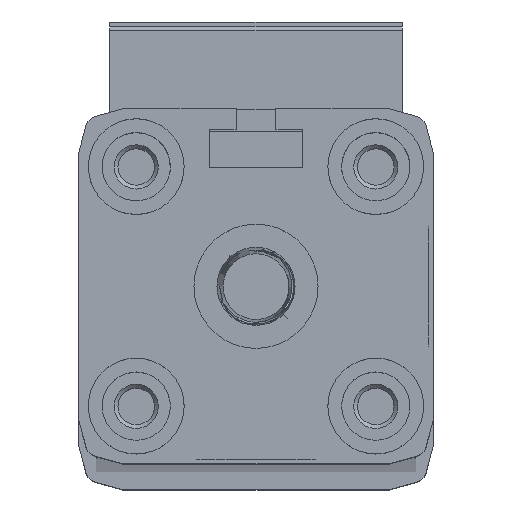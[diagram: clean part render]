
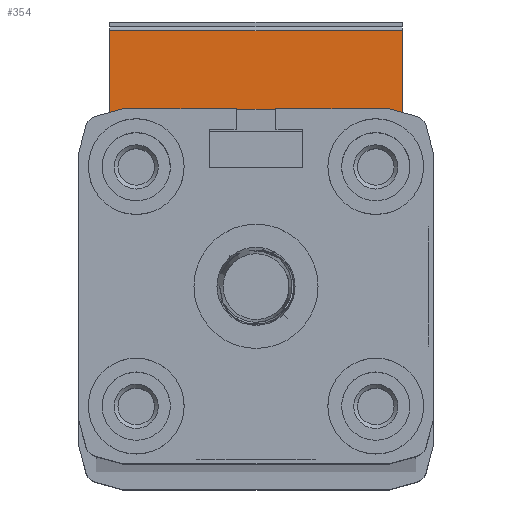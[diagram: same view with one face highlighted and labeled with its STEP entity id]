
A CAD part, top view. The second image highlights one B-rep face of the part: STEP entity #354.
In plain terms, the highlighted planar face has unit normal (0, 0, 1).
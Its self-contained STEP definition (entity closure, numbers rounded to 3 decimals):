
#354 = ADVANCED_FACE( '', ( #844 ), #845, .F. );
#844 = FACE_OUTER_BOUND( '', #1370, .T. );
#845 = PLANE( '', #1371 );
#1370 = EDGE_LOOP( '', ( #2771, #2772, #2773, #2774, #2775, #2776, #2777, #2778 ) );
#1371 = AXIS2_PLACEMENT_3D( '', #2779, #2780, #2781 );
#2771 = ORIENTED_EDGE( '', *, *, #3334, .F. );
#2772 = ORIENTED_EDGE( '', *, *, #3335, .F. );
#2773 = ORIENTED_EDGE( '', *, *, #3336, .F. );
#2774 = ORIENTED_EDGE( '', *, *, #3337, .F. );
#2775 = ORIENTED_EDGE( '', *, *, #3324, .F. );
#2776 = ORIENTED_EDGE( '', *, *, #3338, .T. );
#2777 = ORIENTED_EDGE( '', *, *, #3339, .T. );
#2778 = ORIENTED_EDGE( '', *, *, #3340, .F. );
#2779 = CARTESIAN_POINT( '', ( 16.5, 31.5, 56. ) );
#2780 = DIRECTION( '', ( 0., 0., -1. ) );
#2781 = DIRECTION( '', ( -1., 0., 0. ) );
#3324 = EDGE_CURVE( '', #4044, #4046, #4047, .T. );
#3334 = EDGE_CURVE( '', #4064, #4065, #4066, .T. );
#3335 = EDGE_CURVE( '', #4067, #4064, #4068, .T. );
#3336 = EDGE_CURVE( '', #4069, #4067, #4070, .T. );
#3337 = EDGE_CURVE( '', #4046, #4069, #4071, .T. );
#3338 = EDGE_CURVE( '', #4044, #4072, #4073, .T. );
#3339 = EDGE_CURVE( '', #4072, #4074, #4075, .T. );
#3340 = EDGE_CURVE( '', #4065, #4074, #4076, .T. );
#4044 = VERTEX_POINT( '', #5455 );
#4046 = VERTEX_POINT( '', #5457 );
#4047 = LINE( '', #5458, #5459 );
#4064 = VERTEX_POINT( '', #5484 );
#4065 = VERTEX_POINT( '', #5485 );
#4066 = LINE( '', #5486, #5487 );
#4067 = VERTEX_POINT( '', #5488 );
#4068 = LINE( '', #5489, #5490 );
#4069 = VERTEX_POINT( '', #5491 );
#4070 = LINE( '', #5492, #5493 );
#4071 = LINE( '', #5494, #5495 );
#4072 = VERTEX_POINT( '', #5496 );
#4073 = LINE( '', #5497, #5498 );
#4074 = VERTEX_POINT( '', #5499 );
#4075 = LINE( '', #5500, #5501 );
#4076 = LINE( '', #5502, #5503 );
#5455 = CARTESIAN_POINT( '', ( 16.5, 31.5, 56. ) );
#5457 = CARTESIAN_POINT( '', ( 16.5, 18., 56. ) );
#5458 = CARTESIAN_POINT( '', ( 16.5, 31.5, 56. ) );
#5459 = VECTOR( '', #6191, 1000. );
#5484 = CARTESIAN_POINT( '', ( -7., 20., 56. ) );
#5485 = CARTESIAN_POINT( '', ( -7., 18., 56. ) );
#5486 = CARTESIAN_POINT( '', ( -7., 20., 56. ) );
#5487 = VECTOR( '', #6203, 1000. );
#5488 = CARTESIAN_POINT( '', ( 7., 20., 56. ) );
#5489 = CARTESIAN_POINT( '', ( 7., 20., 56. ) );
#5490 = VECTOR( '', #6204, 1000. );
#5491 = CARTESIAN_POINT( '', ( 7., 18., 56. ) );
#5492 = CARTESIAN_POINT( '', ( 7., 18., 56. ) );
#5493 = VECTOR( '', #6205, 1000. );
#5494 = CARTESIAN_POINT( '', ( 16.5, 18., 56. ) );
#5495 = VECTOR( '', #6206, 1000. );
#5496 = CARTESIAN_POINT( '', ( -16.5, 31.5, 56. ) );
#5497 = CARTESIAN_POINT( '', ( 16.5, 31.5, 56. ) );
#5498 = VECTOR( '', #6207, 1000. );
#5499 = CARTESIAN_POINT( '', ( -16.5, 18., 56. ) );
#5500 = CARTESIAN_POINT( '', ( -16.5, 31.5, 56. ) );
#5501 = VECTOR( '', #6208, 1000. );
#5502 = CARTESIAN_POINT( '', ( 16.5, 18., 56. ) );
#5503 = VECTOR( '', #6209, 1000. );
#6191 = DIRECTION( '', ( 0., -1., 0. ) );
#6203 = DIRECTION( '', ( 0., -1., 0. ) );
#6204 = DIRECTION( '', ( -1., 0., 0. ) );
#6205 = DIRECTION( '', ( 0., 1., 0. ) );
#6206 = DIRECTION( '', ( -1., 0., 0. ) );
#6207 = DIRECTION( '', ( -1., 0., 0. ) );
#6208 = DIRECTION( '', ( 0., -1., 0. ) );
#6209 = DIRECTION( '', ( -1., 0., 0. ) );
